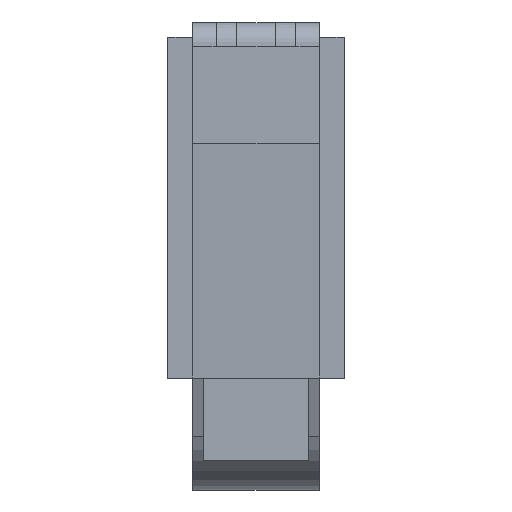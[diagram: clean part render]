
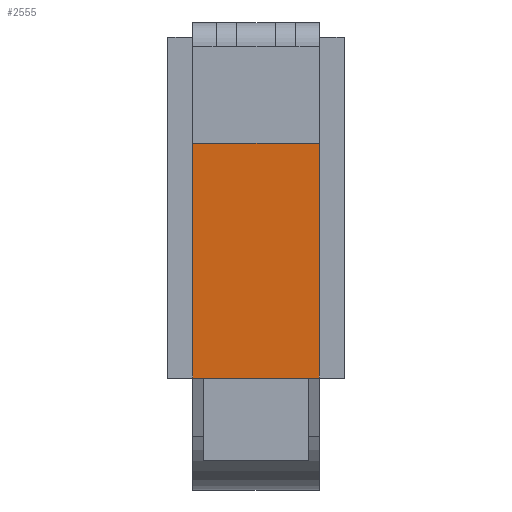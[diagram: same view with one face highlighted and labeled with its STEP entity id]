
A CAD part, left-side view. The second image highlights one B-rep face of the part: STEP entity #2555.
In plain terms, the highlighted planar face has unit normal (-0.998, 0, -0.06).
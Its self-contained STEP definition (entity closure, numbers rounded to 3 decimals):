
#645=CARTESIAN_POINT('',(-131.7,-6.75,0.7));
#646=VERTEX_POINT('',#645);
#653=CARTESIAN_POINT('',(-131.7,-5.6,0.7));
#654=VERTEX_POINT('',#653);
#655=CARTESIAN_POINT('',(-131.7,-6.75,0.7));
#656=DIRECTION('',(0.0,1.0,0.0));
#657=VECTOR('',#656,1.15);
#658=LINE('',#655,#657);
#659=EDGE_CURVE('',#646,#654,#658,.T.);
#677=CARTESIAN_POINT('',(-131.7,5.6,0.7));
#678=VERTEX_POINT('',#677);
#685=CARTESIAN_POINT('',(-131.7,6.75,0.7));
#686=VERTEX_POINT('',#685);
#687=CARTESIAN_POINT('',(-131.7,5.6,0.7));
#688=DIRECTION('',(0.0,1.0,0.0));
#689=VECTOR('',#688,1.15);
#690=LINE('',#687,#689);
#691=EDGE_CURVE('',#678,#686,#690,.T.);
#2127=CARTESIAN_POINT('',(-131.7,-5.6,0.7));
#2128=DIRECTION('',(0.0,1.0,0.0));
#2129=VECTOR('',#2128,11.2);
#2130=LINE('',#2127,#2129);
#2131=EDGE_CURVE('',#654,#678,#2130,.T.);
#2419=CARTESIAN_POINT('',(-133.2,-6.75,25.7));
#2420=VERTEX_POINT('',#2419);
#2427=CARTESIAN_POINT('',(-131.7,-6.75,0.7));
#2428=DIRECTION('',(-0.06,0.0,0.998));
#2429=VECTOR('',#2428,25.045);
#2430=LINE('',#2427,#2429);
#2431=EDGE_CURVE('',#646,#2420,#2430,.T.);
#2514=CARTESIAN_POINT('',(-133.2,6.75,25.7));
#2515=VERTEX_POINT('',#2514);
#2522=CARTESIAN_POINT('',(-133.2,-6.75,25.7));
#2523=DIRECTION('',(0.0,1.0,0.0));
#2524=VECTOR('',#2523,13.5);
#2525=LINE('',#2522,#2524);
#2526=EDGE_CURVE('',#2420,#2515,#2525,.T.);
#2537=CARTESIAN_POINT('',(-133.2,0.0,25.7));
#2538=DIRECTION('',(-0.998,0.0,-0.06));
#2539=DIRECTION('',(-0.06,0.0,0.998));
#2540=AXIS2_PLACEMENT_3D('',#2537,#2538,#2539);
#2541=PLANE('',#2540);
#2542=CARTESIAN_POINT('',(-133.2,6.75,25.7));
#2543=DIRECTION('',(0.06,0.0,-0.998));
#2544=VECTOR('',#2543,25.045);
#2545=LINE('',#2542,#2544);
#2546=EDGE_CURVE('',#2515,#686,#2545,.T.);
#2547=ORIENTED_EDGE('',*,*,#2546,.T.);
#2548=ORIENTED_EDGE('',*,*,#691,.F.);
#2549=ORIENTED_EDGE('',*,*,#2131,.F.);
#2550=ORIENTED_EDGE('',*,*,#659,.F.);
#2551=ORIENTED_EDGE('',*,*,#2431,.T.);
#2552=ORIENTED_EDGE('',*,*,#2526,.T.);
#2553=EDGE_LOOP('',(#2547,#2548,#2549,#2550,#2551,#2552));
#2554=FACE_OUTER_BOUND('',#2553,.T.);
#2555=ADVANCED_FACE('',(#2554),#2541,.T.);
